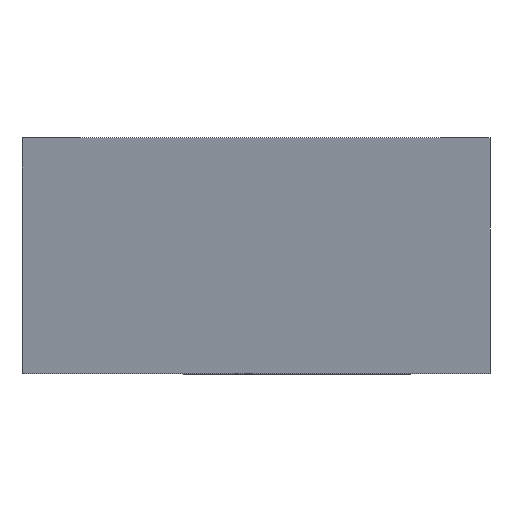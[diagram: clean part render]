
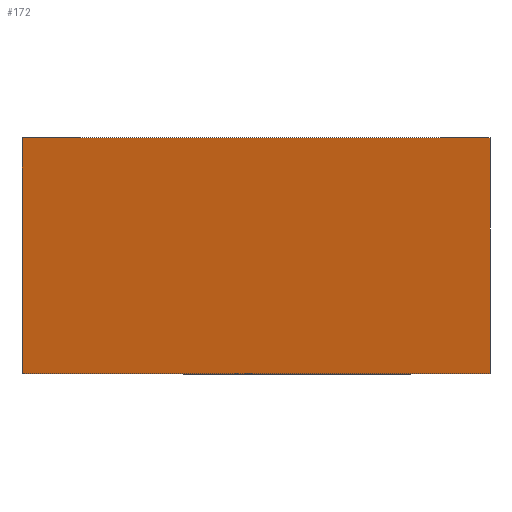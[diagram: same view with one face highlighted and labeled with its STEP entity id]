
A CAD part, top view. The second image highlights one B-rep face of the part: STEP entity #172.
In plain terms, the highlighted planar face has unit normal (-0.252, 0, 0.968).
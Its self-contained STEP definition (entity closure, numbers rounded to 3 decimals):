
#21 = VECTOR ( 'NONE', #138, 1000. ) ;
#33 = VECTOR ( 'NONE', #131, 1000. ) ;
#37 = VECTOR ( 'NONE', #77, 1000. ) ;
#38 = VECTOR ( 'NONE', #79, 1000. ) ;
#39 = AXIS2_PLACEMENT_3D ( 'NONE', #148, #112, #74 ) ;
#40 = FACE_OUTER_BOUND ( 'NONE', #88, .T. ) ;
#65 = CARTESIAN_POINT ( 'NONE',  ( -92.205, 50., -8.456 ) ) ;
#74 = DIRECTION ( 'NONE',  ( -0.968, 0., -0.252 ) ) ;
#75 = CARTESIAN_POINT ( 'NONE',  ( -92.205, 50., -8.456 ) ) ;
#77 = DIRECTION ( 'NONE',  ( 0.968, 0., 0.252 ) ) ;
#79 = DIRECTION ( 'NONE',  ( 0., -1., 0. ) ) ;
#80 = CARTESIAN_POINT ( 'NONE',  ( 7.024, 50., 17.42 ) ) ;
#81 = CARTESIAN_POINT ( 'NONE',  ( -92.205, 50., -8.456 ) ) ;
#84 = ORIENTED_EDGE ( 'NONE', *, *, #165, .T. ) ;
#85 = ORIENTED_EDGE ( 'NONE', *, *, #164, .F. ) ;
#86 = ORIENTED_EDGE ( 'NONE', *, *, #170, .T. ) ;
#87 = VERTEX_POINT ( 'NONE', #81 ) ;
#88 = EDGE_LOOP ( 'NONE', ( #84, #85, #156, #86 ) ) ;
#90 = VERTEX_POINT ( 'NONE', #120 ) ;
#98 = LINE ( 'NONE', #158, #37 ) ;
#111 = CARTESIAN_POINT ( 'NONE',  ( 7.024, 50., 17.42 ) ) ;
#112 = DIRECTION ( 'NONE',  ( 0.252, 0., -0.968 ) ) ;
#115 = LINE ( 'NONE', #111, #38 ) ;
#120 = CARTESIAN_POINT ( 'NONE',  ( 7.024, 0., 17.42 ) ) ;
#131 = DIRECTION ( 'NONE',  ( 0., -1., 0. ) ) ;
#132 = PLANE ( 'NONE',  #39 ) ;
#135 = VERTEX_POINT ( 'NONE', #154 ) ;
#138 = DIRECTION ( 'NONE',  ( 0.968, 0., 0.252 ) ) ;
#148 = CARTESIAN_POINT ( 'NONE',  ( -92.205, 50., -8.456 ) ) ;
#149 = VERTEX_POINT ( 'NONE', #80 ) ;
#150 = LINE ( 'NONE', #75, #33 ) ;
#154 = CARTESIAN_POINT ( 'NONE',  ( -92.205, 0., -8.456 ) ) ;
#156 = ORIENTED_EDGE ( 'NONE', *, *, #189, .F. ) ;
#158 = CARTESIAN_POINT ( 'NONE',  ( -92.205, 0., -8.456 ) ) ;
#161 = LINE ( 'NONE', #65, #21 ) ;
#164 = EDGE_CURVE ( 'NONE', #149, #90, #115, .T. ) ;
#165 = EDGE_CURVE ( 'NONE', #135, #90, #98, .T. ) ;
#170 = EDGE_CURVE ( 'NONE', #87, #135, #150, .T. ) ;
#172 = ADVANCED_FACE ( 'NONE', ( #40 ), #132, .F. ) ;
#189 = EDGE_CURVE ( 'NONE', #87, #149, #161, .T. ) ;
